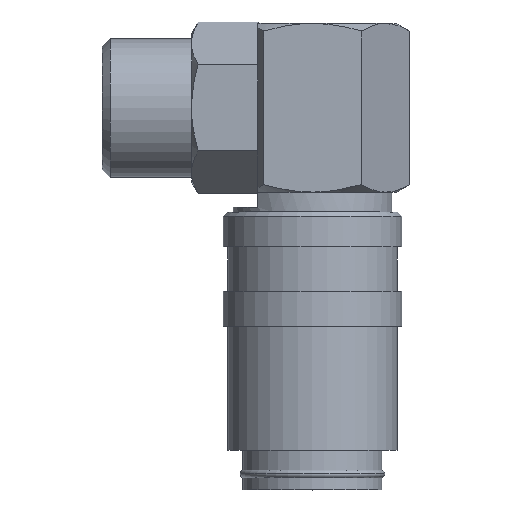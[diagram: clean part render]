
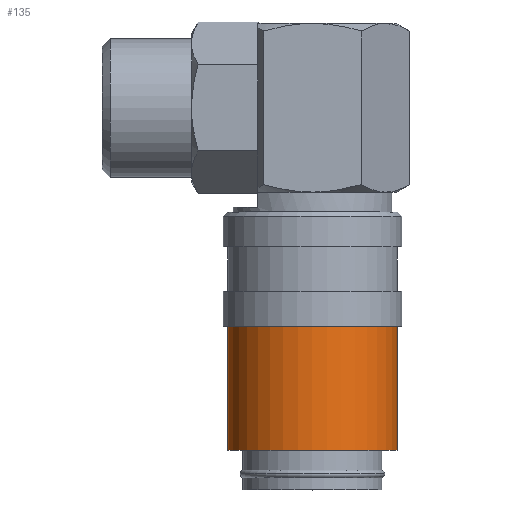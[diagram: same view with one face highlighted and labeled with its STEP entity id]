
A CAD part, top view. The second image highlights one B-rep face of the part: STEP entity #135.
In plain terms, the highlighted cylindrical face has radius 8.55 mm (diameter 17.1 mm), a partial arc.
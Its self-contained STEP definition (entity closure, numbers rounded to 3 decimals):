
#135=ADVANCED_FACE('',(#336),#337,.T.);
#336=FACE_OUTER_BOUND('',#601,.T.);
#337=CYLINDRICAL_SURFACE('',#602,8.55);
#601=EDGE_LOOP('',(#928,#929,#930,#931));
#602=AXIS2_PLACEMENT_3D('',#932,#933,#934);
#928=ORIENTED_EDGE('',*,*,#1560,.F.);
#929=ORIENTED_EDGE('',*,*,#1548,.T.);
#930=ORIENTED_EDGE('',*,*,#1562,.F.);
#931=ORIENTED_EDGE('',*,*,#1598,.F.);
#932=CARTESIAN_POINT('',(0.0,10.25,0.0));
#933=DIRECTION('',(0.0,1.0,0.0));
#934=DIRECTION('',(-1.0,0.0,0.));
#1548=EDGE_CURVE('',#1838,#1839,#1840,.T.);
#1560=EDGE_CURVE('',#1838,#1858,#1859,.T.);
#1562=EDGE_CURVE('',#1860,#1839,#1862,.T.);
#1598=EDGE_CURVE('',#1858,#1860,#1922,.T.);
#1838=VERTEX_POINT('',#2301);
#1839=VERTEX_POINT('',#2302);
#1840=CIRCLE('',#2303,8.55);
#1858=VERTEX_POINT('',#2321);
#1859=LINE('',#2322,#2323);
#1860=VERTEX_POINT('',#2324);
#1862=LINE('',#2326,#2327);
#1922=CIRCLE('',#2481,8.55);
#2301=CARTESIAN_POINT('',(-8.55,4.0,0.));
#2302=CARTESIAN_POINT('',(8.55,4.0,0.));
#2303=AXIS2_PLACEMENT_3D('',#3137,#3138,#3139);
#2321=CARTESIAN_POINT('',(-8.55,16.5,0.));
#2322=CARTESIAN_POINT('',(-8.55,10.25,0.));
#2323=VECTOR('',#3164,1.0);
#2324=CARTESIAN_POINT('',(8.55,16.5,0.));
#2326=CARTESIAN_POINT('',(8.55,10.25,0.));
#2327=VECTOR('',#3168,1.0);
#2481=AXIS2_PLACEMENT_3D('',#3214,#3215,#3216);
#3137=CARTESIAN_POINT('',(0.0,4.0,0.0));
#3138=DIRECTION('',(0.0,1.0,0.0));
#3139=DIRECTION('',(-1.0,0.0,0.));
#3164=DIRECTION('',(0.0,1.0,0.0));
#3168=DIRECTION('',(-0.0,-1.0,-0.0));
#3214=CARTESIAN_POINT('',(0.0,16.5,0.0));
#3215=DIRECTION('',(0.0,1.0,0.0));
#3216=DIRECTION('',(-1.0,0.0,0.));
